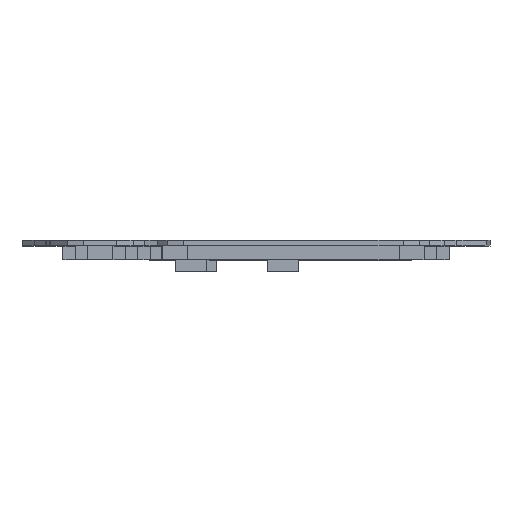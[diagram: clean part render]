
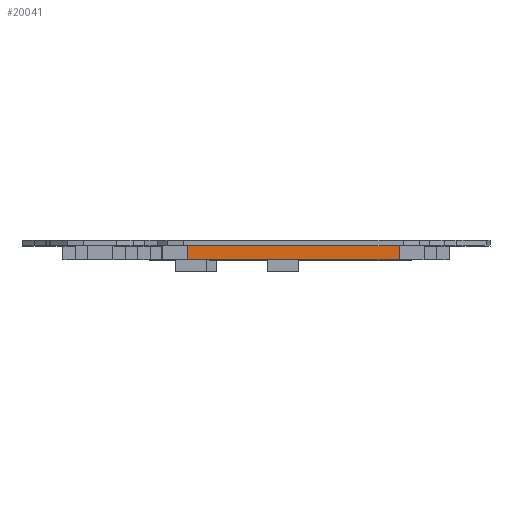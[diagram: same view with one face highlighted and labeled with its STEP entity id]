
A CAD part, top view. The second image highlights one B-rep face of the part: STEP entity #20041.
In plain terms, the highlighted planar face has unit normal (0, 0, 1).
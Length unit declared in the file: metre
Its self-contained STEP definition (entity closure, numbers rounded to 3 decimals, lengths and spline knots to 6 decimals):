
#1535=ORIENTED_EDGE('',*,*,#7051,.T.);
#1536=ORIENTED_EDGE('',*,*,#7050,.F.);
#1537=ORIENTED_EDGE('',*,*,#7052,.F.);
#1538=ORIENTED_EDGE('',*,*,#7053,.T.);
#7050=EDGE_CURVE('',#9643,#9642,#11951,.T.);
#7051=EDGE_CURVE('',#9644,#9642,#11952,.T.);
#7052=EDGE_CURVE('',#9645,#9643,#11953,.T.);
#7053=EDGE_CURVE('',#9645,#9644,#11954,.T.);
#9642=VERTEX_POINT('',#28925);
#9643=VERTEX_POINT('',#28927);
#9644=VERTEX_POINT('',#28931);
#9645=VERTEX_POINT('',#28933);
#11951=LINE('',#28928,#14820);
#11952=LINE('',#28930,#14821);
#11953=LINE('',#28932,#14822);
#11954=LINE('',#28934,#14823);
#14820=VECTOR('',#23573,1.);
#14821=VECTOR('',#23576,1.);
#14822=VECTOR('',#23577,1.);
#14823=VECTOR('',#23578,1.);
#16998=EDGE_LOOP('',(#1535,#1536,#1537,#1538));
#18041=FACE_BOUND('',#16998,.T.);
#19081=PLANE('',#21106);
#20041=ADVANCED_FACE('',(#18041),#19081,.F.);
#21106=AXIS2_PLACEMENT_3D('',#28929,#23574,#23575);
#23573=DIRECTION('',(0.,1.,0.));
#23574=DIRECTION('',(0.,0.,-1.));
#23575=DIRECTION('',(0.,1.,0.));
#23576=DIRECTION('',(-1.,0.,0.));
#23577=DIRECTION('',(-1.,0.,0.));
#23578=DIRECTION('',(0.,1.,0.));
#28925=CARTESIAN_POINT('',(-0.082084,0.0015,0.033247));
#28927=CARTESIAN_POINT('',(-0.082084,-0.0035,0.033247));
#28928=CARTESIAN_POINT('',(-0.082084,-0.0035,0.033247));
#28929=CARTESIAN_POINT('',(-0.054811,-0.0035,0.033247));
#28930=CARTESIAN_POINT('',(-0.054811,0.0015,0.033247));
#28931=CARTESIAN_POINT('',(-0.027538,0.0015,0.033247));
#28932=CARTESIAN_POINT('',(-0.054811,-0.0035,0.033247));
#28933=CARTESIAN_POINT('',(-0.027538,-0.0035,0.033247));
#28934=CARTESIAN_POINT('',(-0.027538,-0.0035,0.033247));
